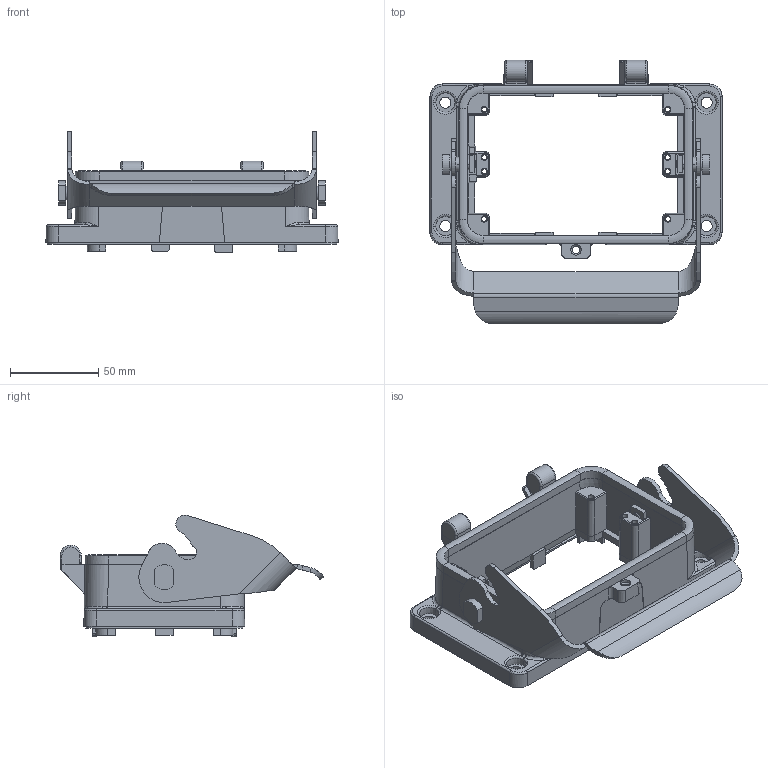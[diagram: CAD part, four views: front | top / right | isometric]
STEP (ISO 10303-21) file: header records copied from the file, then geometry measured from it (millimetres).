
FILE_DESCRIPTION(/* description */ (''),/* implementation_level */ '2;1');
FILE_NAME(/* name */ 'C146_10F048_001_1.stp',/* time_stamp */ '2018-10-12T07:32:05+02:00',/* author */ (''),/* organization */ (''),/* preprocessor_version */ 'ST-DEVELOPER v16',/* originating_system */ 'SIEMENS PLM Software NX 11.0',/* authorisation */ '');
FILE_SCHEMA (('AP203_CONFIGURATION_CONTROLLED_3D_DESIGN_OF_MECHANICAL_PARTS_AND_ASSEMBLIES_MIM_LF { 1 0 10303 403 2 1 2}'));
Length unit declared in the file: millimetre
Products named in the file (1): c146 10f048 001 1nxm001-02
Bounding box: 165.5 x 149.41 x 69.09 mm (x, y, z)
Volume: 165182.3 mm3; surface area: 80966.9 mm2
Topology: 1 solids, 1 shells, 678 faces, 1712 edges, 1064 vertices
Faces by surface type: plane 316, cylinder 218, cone 52, bspline 50, torus 34, sphere 8
Entity records: 28901 total; most frequent: CARTESIAN_POINT 8754, DIRECTION 3428, ORIENTED_EDGE 3424, EDGE_CURVE 1712, AXIS2_PLACEMENT_3D 1204, VERTEX_POINT 1064, LINE 1020, VECTOR 1020
